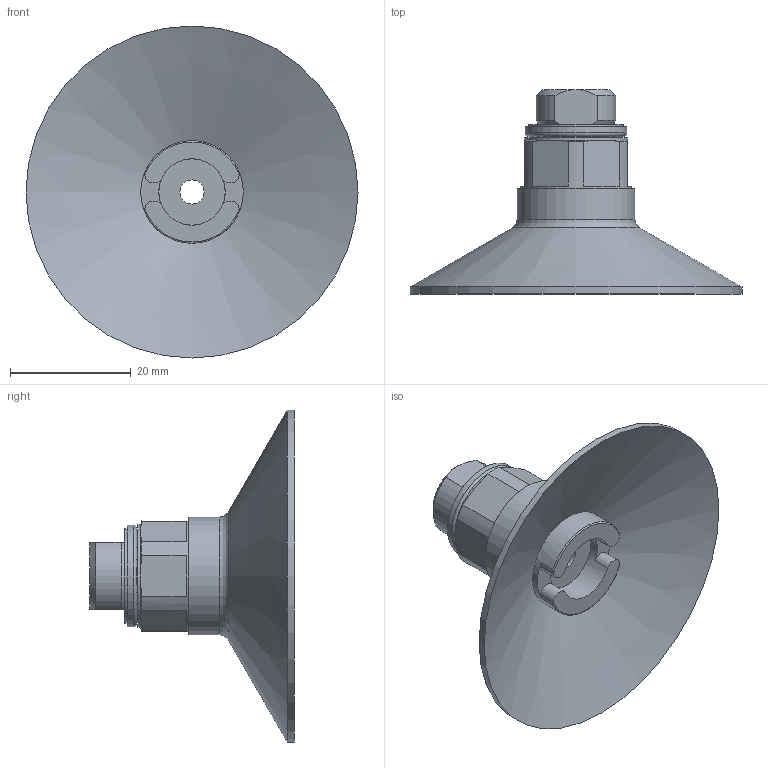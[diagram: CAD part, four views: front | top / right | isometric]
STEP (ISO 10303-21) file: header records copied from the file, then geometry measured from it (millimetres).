
FILE_DESCRIPTION(/* description */ ('STEP AP214'),/* implementation_level */ '2;1');
FILE_NAME(/* name */ '36144_VAS-55-1_4-NBR',/* time_stamp */ '2024-09-10T18:03:53+02:00',/* author */ ('License CC BY-ND 4.0'),/* organization */ ('CADENAS'),/* preprocessor_version */ 'ST-DEVELOPER v19.3',/* originating_system */ 'PARTsolutions',/* authorisation */ ' ');
FILE_SCHEMA (('AUTOMOTIVE_DESIGN {1 0 10303 214 3 1 1}'));
Length unit declared in the file: millimetre
Products named in the file (1): 36144 VAS-55-1/4-NBR
Bounding box: 55 x 33.9 x 55 mm (x, y, z)
Volume: 11501.8 mm3; surface area: 7380.9 mm2
Topology: 1 solids, 1 shells, 57 faces, 138 edges, 88 vertices
Faces by surface type: plane 25, cylinder 16, cone 12, torus 4
Full cylindrical faces by diameter (mm): 4 x1, 11 x1, 14.4 x1, 15.6 x1, 16.8 x1, 17 x2, 18.3 x1, 19.5 x1, 55 x1
Entity records: 1634 total; most frequent: CARTESIAN_POINT 338, DIRECTION 274, ORIENTED_EDGE 240, EDGE_CURVE 120, AXIS2_PLACEMENT_3D 120, VERTEX_POINT 84, EDGE_LOOP 78, FACE_BOUND 78
